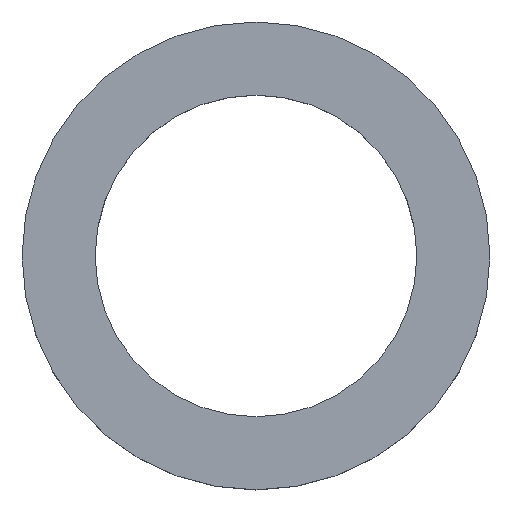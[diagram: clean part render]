
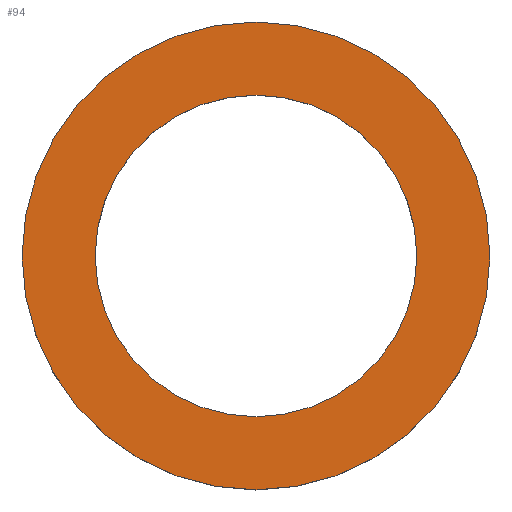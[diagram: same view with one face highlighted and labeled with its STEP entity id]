
A CAD part, top view. The second image highlights one B-rep face of the part: STEP entity #94.
In plain terms, the highlighted planar face has unit normal (0, 0, 1).
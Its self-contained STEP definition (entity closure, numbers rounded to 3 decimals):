
#3 = DIRECTION ( 'NONE',  ( 1., 0., 0. ) ) ;
#7 = VERTEX_POINT ( 'NONE', #193 ) ;
#9 = ORIENTED_EDGE ( 'NONE', *, *, #148, .F. ) ;
#11 = AXIS2_PLACEMENT_3D ( 'NONE', #80, #183, #3 ) ;
#13 = EDGE_LOOP ( 'NONE', ( #23, #141 ) ) ;
#17 = DIRECTION ( 'NONE',  ( 0., 0., 1. ) ) ;
#23 = ORIENTED_EDGE ( 'NONE', *, *, #182, .T. ) ;
#30 = CIRCLE ( 'NONE', #133, 6. ) ;
#31 = DIRECTION ( 'NONE',  ( 1., 0., 0. ) ) ;
#35 = AXIS2_PLACEMENT_3D ( 'NONE', #105, #90, #39 ) ;
#38 = PLANE ( 'NONE',  #35 ) ;
#39 = DIRECTION ( 'NONE',  ( 1., 0., 0. ) ) ;
#52 = VERTEX_POINT ( 'NONE', #56 ) ;
#53 = AXIS2_PLACEMENT_3D ( 'NONE', #55, #106, #138 ) ;
#55 = CARTESIAN_POINT ( 'NONE',  ( -32.159, 7.929, 2. ) ) ;
#56 = CARTESIAN_POINT ( 'NONE',  ( -38.159, 7.929, 2. ) ) ;
#63 = CARTESIAN_POINT ( 'NONE',  ( -32.159, 7.929, 2. ) ) ;
#65 = CARTESIAN_POINT ( 'NONE',  ( -26.159, 7.929, 2. ) ) ;
#68 = EDGE_CURVE ( 'NONE', #188, #7, #119, .T. ) ;
#73 = CIRCLE ( 'NONE', #11, 6. ) ;
#80 = CARTESIAN_POINT ( 'NONE',  ( -32.159, 7.929, 2. ) ) ;
#90 = DIRECTION ( 'NONE',  ( 0., 0., 1. ) ) ;
#94 = ADVANCED_FACE ( 'NONE', ( #122, #157 ), #38, .T. ) ;
#105 = CARTESIAN_POINT ( 'NONE',  ( -32.159, 7.929, 2. ) ) ;
#106 = DIRECTION ( 'NONE',  ( 0., 0., 1. ) ) ;
#108 = ORIENTED_EDGE ( 'NONE', *, *, #68, .F. ) ;
#113 = CARTESIAN_POINT ( 'NONE',  ( -32.159, 7.929, 2. ) ) ;
#119 = CIRCLE ( 'NONE', #53, 4.125 ) ;
#122 = FACE_OUTER_BOUND ( 'NONE', #13, .T. ) ;
#133 = AXIS2_PLACEMENT_3D ( 'NONE', #113, #17, #199 ) ;
#138 = DIRECTION ( 'NONE',  ( 1., 0., 0. ) ) ;
#141 = ORIENTED_EDGE ( 'NONE', *, *, #173, .T. ) ;
#146 = DIRECTION ( 'NONE',  ( 0., 0., 1. ) ) ;
#148 = EDGE_CURVE ( 'NONE', #7, #188, #176, .T. ) ;
#157 = FACE_BOUND ( 'NONE', #169, .T. ) ;
#162 = CARTESIAN_POINT ( 'NONE',  ( -36.284, 7.929, 2. ) ) ;
#169 = EDGE_LOOP ( 'NONE', ( #108, #9 ) ) ;
#173 = EDGE_CURVE ( 'NONE', #174, #52, #30, .T. ) ;
#174 = VERTEX_POINT ( 'NONE', #65 ) ;
#176 = CIRCLE ( 'NONE', #213, 4.125 ) ;
#182 = EDGE_CURVE ( 'NONE', #52, #174, #73, .T. ) ;
#183 = DIRECTION ( 'NONE',  ( 0., 0., 1. ) ) ;
#188 = VERTEX_POINT ( 'NONE', #162 ) ;
#193 = CARTESIAN_POINT ( 'NONE',  ( -28.034, 7.929, 2. ) ) ;
#199 = DIRECTION ( 'NONE',  ( 1., 0., 0. ) ) ;
#213 = AXIS2_PLACEMENT_3D ( 'NONE', #63, #146, #31 ) ;
